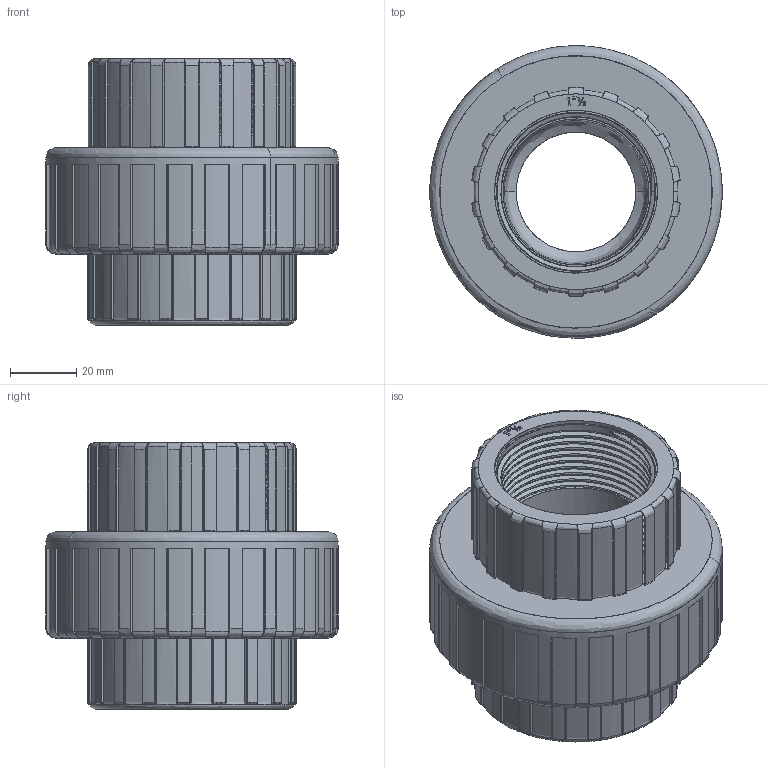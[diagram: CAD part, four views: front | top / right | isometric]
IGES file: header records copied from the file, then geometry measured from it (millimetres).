
Start section: SolidWorks IGES file using NURBS representation for surfaces
Global section: file name: 01 01 1114 150.IGS; native system: SolidWorks 2020; preprocessor: SolidWorks 2020; author: FRodrigues; date: 210421.171602; units: millimetre
Bounding box: 88 x 88 x 80.58 mm (x, y, z)
Surface area: 43905.5 mm2 (no closed solid volume)
Topology: 0 solids, 0 shells, 932 faces, 9252 edges, 9250 vertices
Faces by surface type: bspline 932
